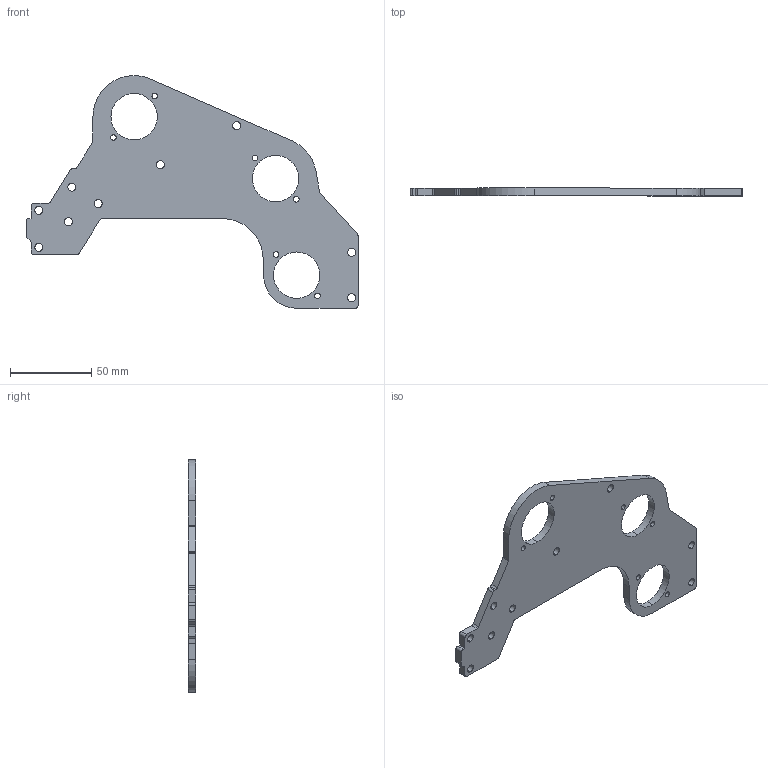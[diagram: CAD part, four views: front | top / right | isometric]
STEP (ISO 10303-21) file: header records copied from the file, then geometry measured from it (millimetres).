
FILE_DESCRIPTION (( 'STEP AP214' ), '1' );
FILE_NAME ('Intake End Plate.STEP', '2024-02-02T03:13:49', ( '' ), ( '' ), 'SwSTEP 2.0', 'SolidWorks 2023', '' );
FILE_SCHEMA (( 'AUTOMOTIVE_DESIGN' ));
Length unit declared in the file: inch
Products named in the file (1): Intake End Plate
Bounding box: 204.76 x 4.76 x 143.44 mm (x, y, z)
Volume: 59071.4 mm3; surface area: 30026.8 mm2
Topology: 1 solids, 1 shells, 75 faces, 219 edges, 146 vertices
Faces by surface type: cylinder 54, plane 21
Entity records: 2640 total; most frequent: DIRECTION 479, CARTESIAN_POINT 441, ORIENTED_EDGE 438, EDGE_CURVE 219, AXIS2_PLACEMENT_3D 184, VERTEX_POINT 146, EDGE_LOOP 111, VECTOR 111
